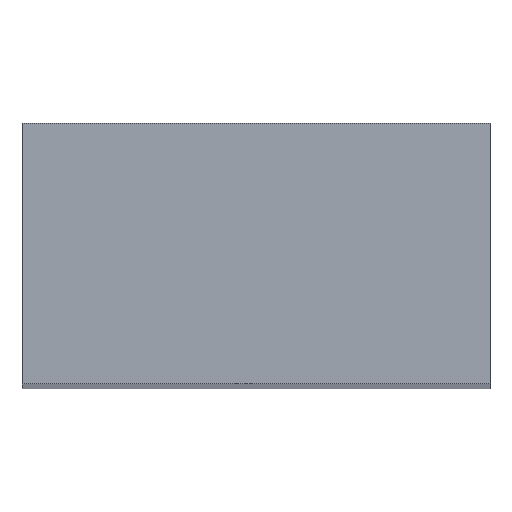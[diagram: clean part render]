
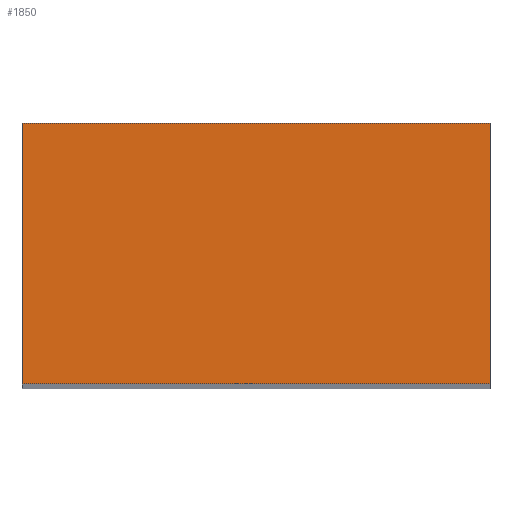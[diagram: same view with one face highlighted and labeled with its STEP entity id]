
A CAD part, top view. The second image highlights one B-rep face of the part: STEP entity #1850.
In plain terms, the highlighted planar face has unit normal (0, 0, 1).
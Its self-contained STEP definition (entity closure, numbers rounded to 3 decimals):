
#23 = DIRECTION ( 'NONE',  ( -1., 0., 0. ) ) ;
#92 = EDGE_LOOP ( 'NONE', ( #3429, #4646, #1375, #4015 ) ) ;
#381 = CARTESIAN_POINT ( 'NONE',  ( 158., 0., 0. ) ) ;
#405 = LINE ( 'NONE', #381, #3798 ) ;
#509 = LINE ( 'NONE', #2379, #1921 ) ;
#538 = AXIS2_PLACEMENT_3D ( 'NONE', #1141, #2687, #23 ) ;
#686 = LINE ( 'NONE', #2639, #4272 ) ;
#738 = VERTEX_POINT ( 'NONE', #890 ) ;
#756 = CARTESIAN_POINT ( 'NONE',  ( 0., 0., 0. ) ) ;
#784 = LINE ( 'NONE', #756, #4391 ) ;
#803 = PLANE ( 'NONE',  #538 ) ;
#837 = DIRECTION ( 'NONE',  ( 0., -1., 0. ) ) ;
#890 = CARTESIAN_POINT ( 'NONE',  ( 0., 0., 0. ) ) ;
#1141 = CARTESIAN_POINT ( 'NONE',  ( 0., 0., 0. ) ) ;
#1170 = FACE_OUTER_BOUND ( 'NONE', #92, .T. ) ;
#1375 = ORIENTED_EDGE ( 'NONE', *, *, #1508, .T. ) ;
#1487 = VERTEX_POINT ( 'NONE', #1523 ) ;
#1508 = EDGE_CURVE ( 'NONE', #4531, #3577, #405, .T. ) ;
#1523 = CARTESIAN_POINT ( 'NONE',  ( 0., 88., 0. ) ) ;
#1630 = DIRECTION ( 'NONE',  ( -1., 0., 0. ) ) ;
#1850 = ADVANCED_FACE ( 'NONE', ( #1170 ), #803, .F. ) ;
#1921 = VECTOR ( 'NONE', #1630, 1000. ) ;
#1946 = DIRECTION ( 'NONE',  ( 0., 1., 0. ) ) ;
#2099 = EDGE_CURVE ( 'NONE', #738, #4531, #686, .T. ) ;
#2379 = CARTESIAN_POINT ( 'NONE',  ( 0., 88., 0. ) ) ;
#2639 = CARTESIAN_POINT ( 'NONE',  ( 0., 0., 0. ) ) ;
#2687 = DIRECTION ( 'NONE',  ( 0., 0., -1. ) ) ;
#2849 = CARTESIAN_POINT ( 'NONE',  ( 158., 88., 0. ) ) ;
#2972 = EDGE_CURVE ( 'NONE', #1487, #738, #784, .T. ) ;
#3429 = ORIENTED_EDGE ( 'NONE', *, *, #2972, .T. ) ;
#3577 = VERTEX_POINT ( 'NONE', #2849 ) ;
#3755 = EDGE_CURVE ( 'NONE', #3577, #1487, #509, .T. ) ;
#3798 = VECTOR ( 'NONE', #1946, 1000. ) ;
#4015 = ORIENTED_EDGE ( 'NONE', *, *, #3755, .T. ) ;
#4102 = DIRECTION ( 'NONE',  ( 1., 0., 0. ) ) ;
#4272 = VECTOR ( 'NONE', #4102, 1000. ) ;
#4391 = VECTOR ( 'NONE', #837, 1000. ) ;
#4450 = CARTESIAN_POINT ( 'NONE',  ( 158., 0., 0. ) ) ;
#4531 = VERTEX_POINT ( 'NONE', #4450 ) ;
#4646 = ORIENTED_EDGE ( 'NONE', *, *, #2099, .T. ) ;
